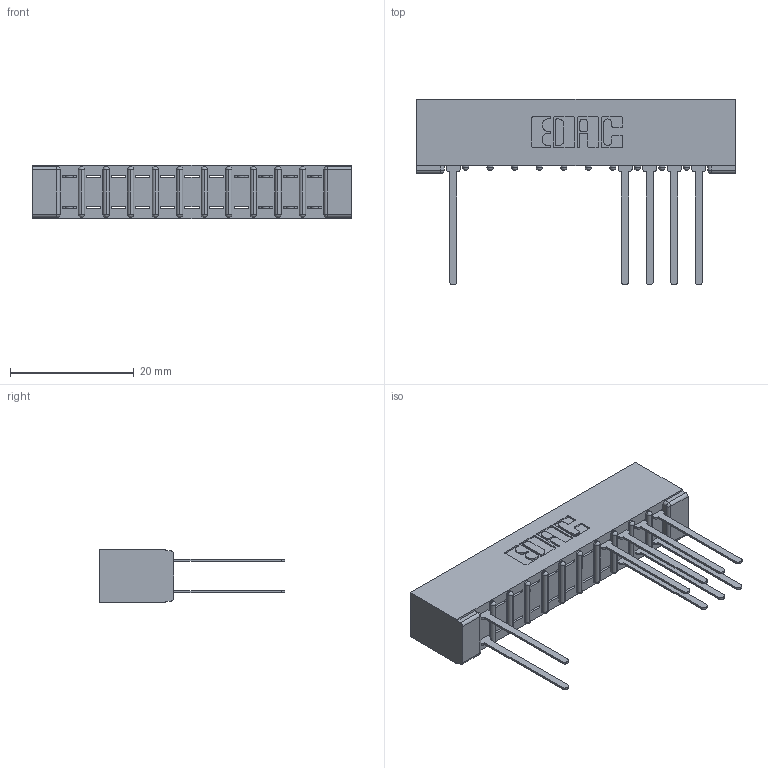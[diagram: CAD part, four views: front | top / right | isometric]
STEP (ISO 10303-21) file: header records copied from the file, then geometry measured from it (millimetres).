
FILE_DESCRIPTION (( 'STEP AP203' ), '1' );
FILE_NAME ('307-022-540-201.STEP', '2018-08-04T04:14:39', ( '' ), ( '' ), 'SwSTEP 2.0', 'SolidWorks 2016', '' );
FILE_SCHEMA (( 'CONFIG_CONTROL_DESIGN' ));
Length unit declared in the file: inch
Products named in the file (3): 307 Part_No Mounting Lugs; 307-290-001_540; 307-022-540-201
Assembly tree (10 placements, depth 2):
  307-022-540-201
    307 Part_No Mounting Lugs
    307-290-001_540  x9
Bounding box: 51.46 x 30 x 8.71 mm (x, y, z)
Volume: 3482.3 mm3; surface area: 5340.5 mm2
Topology: 10 solids, 10 shells, 666 faces, 1885 edges, 1210 vertices
Faces by surface type: plane 423, cylinder 219, sphere 24
Entity records: 12878 total; most frequent: CARTESIAN_POINT 2166, ORIENTED_EDGE 2154, DIRECTION 2121, EDGE_CURVE 1077, VECTOR 815, LINE 815, VERTEX_POINT 698, AXIS2_PLACEMENT_3D 653
